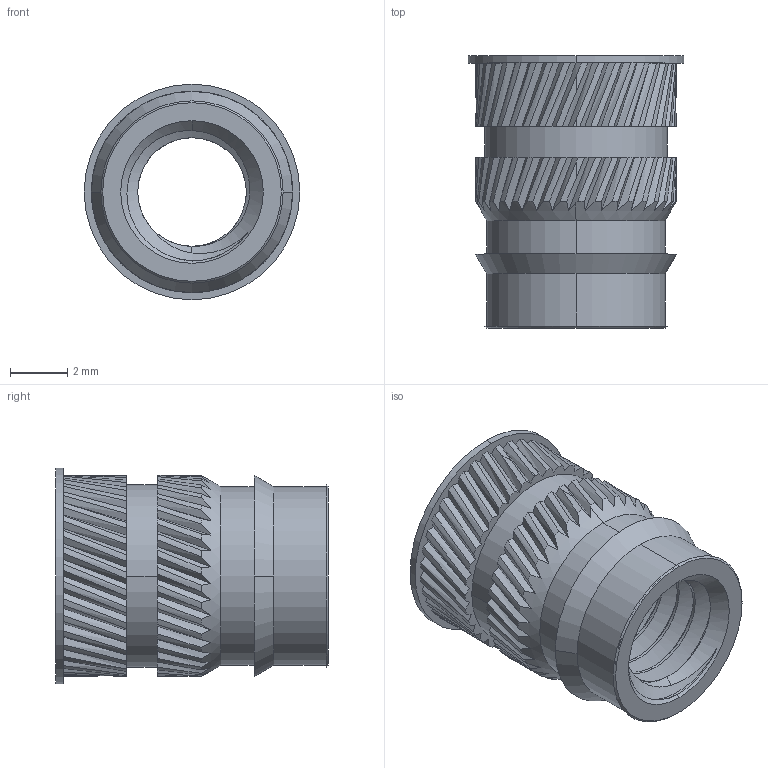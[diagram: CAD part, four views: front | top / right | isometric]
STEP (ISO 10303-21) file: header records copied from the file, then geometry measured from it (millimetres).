
FILE_DESCRIPTION (( 'STEP AP203' ), '1' );
FILE_NAME ('93365A156_Tapered Heat-Set Inserts for Plastic.STEP', '2021-09-10T02:52:53', ( 'Administrator' ), ( 'Managed by Terraform' ), 'SwSTEP 2.0', 'SolidWorks 2017', '' );
FILE_SCHEMA (( 'CONFIG_CONTROL_DESIGN' ));
Length unit declared in the file: inch
Products named in the file (1): 93365A156_Tapered Heat-Set Inserts for Plastic
Bounding box: 7.54 x 9.53 x 7.54 mm (x, y, z)
Volume: 186.1 mm3; surface area: 517.7 mm2
Topology: 1 solids, 1 shells, 270 faces, 785 edges, 522 vertices
Faces by surface type: bspline 147, cylinder 105, cone 11, plane 7
Entity records: 13853 total; most frequent: CARTESIAN_POINT 8588, ORIENTED_EDGE 1570, EDGE_CURVE 785, DIRECTION 641, VERTEX_POINT 522, AXIS2_PLACEMENT_3D 299, EDGE_LOOP 277, FACE_OUTER_BOUND 270
